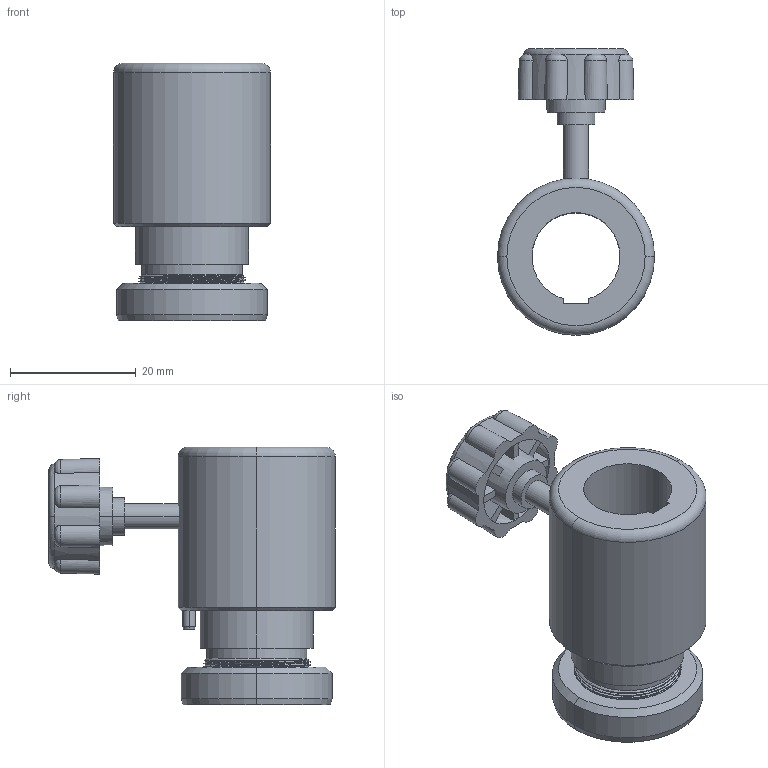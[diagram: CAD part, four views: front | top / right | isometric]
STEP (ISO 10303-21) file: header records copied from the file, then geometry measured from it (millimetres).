
FILE_DESCRIPTION (( 'STEP AP214' ), '1' );
FILE_NAME ('SH-999-002-010_00.STEP', '2024-11-27T11:20:14', ( '' ), ( '' ), 'SwSTEP 2.0', 'SolidWorks 2022', '' );
FILE_SCHEMA (( 'AUTOMOTIVE_DESIGN' ));
Length unit declared in the file: millimetre
Products named in the file (7): SH-999-002-100_00; SH-999-101-100_00; SH-999-002-110_00; SH-021-040-110_00; SH-999-002-010_00; SH-999-002-120_00; parallel pin unhardened_din_Parallel Pin ISO 2338 - 2 m8 x 6 - St
Assembly tree (6 placements, depth 3):
  SH-999-002-010_00
    SH-021-040-110_00
    SH-999-002-100_00
      SH-999-002-120_00
      SH-999-002-110_00
    parallel pin unhardened_din_Parallel Pin ISO 2338 - 2 m8 x 6 - St
    SH-999-101-100_00
Bounding box: 25 x 45.6 x 41 mm (x, y, z)
Volume: 12963.9 mm3; surface area: 9188.6 mm2
Topology: 5 solids, 5 shells, 197 faces, 524 edges, 337 vertices
Faces by surface type: cylinder 74, plane 58, cone 39, bspline 22, torus 4
Entity records: 10954 total; most frequent: CARTESIAN_POINT 6246, ORIENTED_EDGE 1036, DIRECTION 820, EDGE_CURVE 518, AXIS2_PLACEMENT_3D 338, VERTEX_POINT 337, EDGE_LOOP 209, ADVANCED_FACE 197
